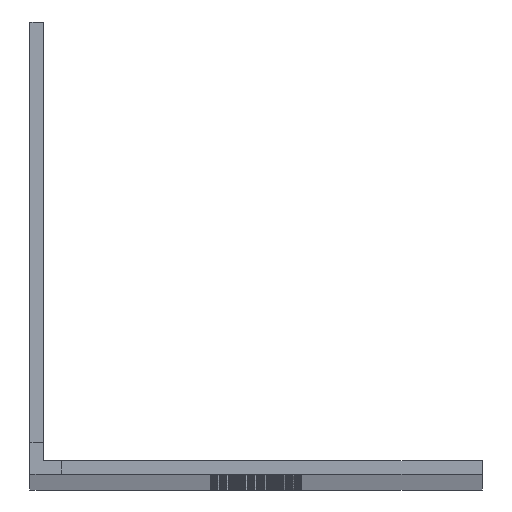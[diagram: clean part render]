
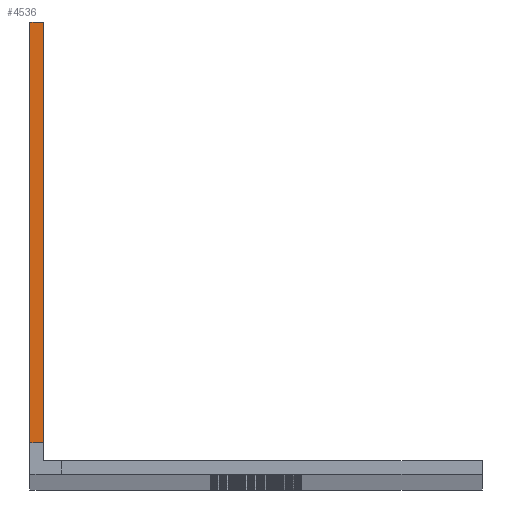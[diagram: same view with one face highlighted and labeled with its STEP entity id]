
A CAD part, top view. The second image highlights one B-rep face of the part: STEP entity #4536.
In plain terms, the highlighted planar face has unit normal (0, 0, 1).
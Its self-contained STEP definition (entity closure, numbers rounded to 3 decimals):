
#517=FACE_OUTER_BOUND('',#804,.T.);
#804=EDGE_LOOP('',(#3566,#3567,#3568,#3569));
#997=LINE('',#6558,#1427);
#1255=LINE('',#7375,#1685);
#1256=LINE('',#7377,#1686);
#1257=LINE('',#7378,#1687);
#1427=VECTOR('',#5245,2.66);
#1685=VECTOR('',#6007,10.);
#1686=VECTOR('',#6008,10.);
#1687=VECTOR('',#6009,2.66);
#1906=VERTEX_POINT('',#6555);
#1907=VERTEX_POINT('',#6557);
#2214=VERTEX_POINT('',#7374);
#2215=VERTEX_POINT('',#7376);
#2327=EDGE_CURVE('',#1906,#1907,#997,.T.);
#2735=EDGE_CURVE('',#2214,#1907,#1255,.T.);
#2736=EDGE_CURVE('',#1906,#2215,#1256,.T.);
#2737=EDGE_CURVE('',#2215,#2214,#1257,.T.);
#3566=ORIENTED_EDGE('',*,*,#2735,.T.);
#3567=ORIENTED_EDGE('',*,*,#2327,.F.);
#3568=ORIENTED_EDGE('',*,*,#2736,.T.);
#3569=ORIENTED_EDGE('',*,*,#2737,.T.);
#4161=PLANE('',#4971);
#4536=ADVANCED_FACE('',(#517),#4161,.T.);
#4971=AXIS2_PLACEMENT_3D('',#7373,#6005,#6006);
#5245=DIRECTION('',(0.,-1.,0.));
#6005=DIRECTION('center_axis',(0.,0.,1.));
#6006=DIRECTION('ref_axis',(1.,0.,0.));
#6007=DIRECTION('',(1.,0.,0.));
#6008=DIRECTION('',(-1.,0.,0.));
#6009=DIRECTION('',(0.,-1.,0.));
#6555=CARTESIAN_POINT('',(-48.5,50.,0.));
#6557=CARTESIAN_POINT('',(-48.5,3.5,0.));
#6558=CARTESIAN_POINT('',(-48.5,-4.857,0.));
#7373=CARTESIAN_POINT('Origin',(-50.,3.5,0.));
#7374=CARTESIAN_POINT('',(-50.,3.5,0.));
#7375=CARTESIAN_POINT('',(-48.83,3.5,0.));
#7376=CARTESIAN_POINT('',(-50.,50.,0.));
#7377=CARTESIAN_POINT('',(-48.5,50.,0.));
#7378=CARTESIAN_POINT('',(-50.,-4.857,0.));
